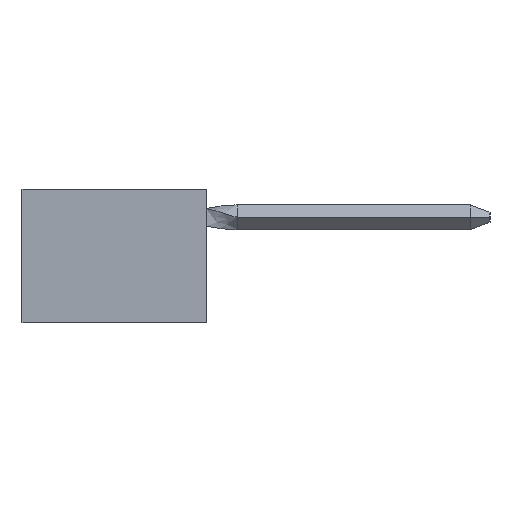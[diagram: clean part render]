
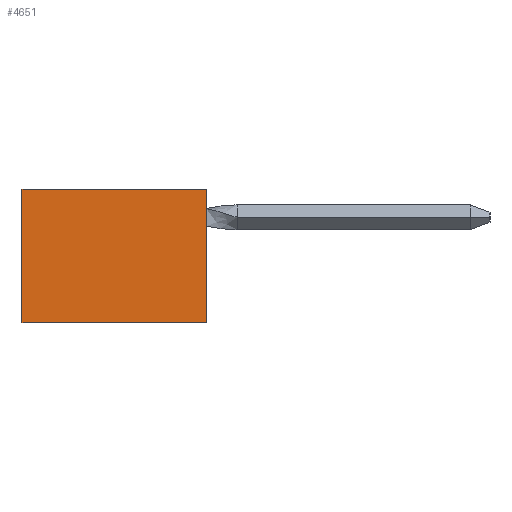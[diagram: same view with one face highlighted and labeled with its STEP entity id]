
A CAD part, left-side view. The second image highlights one B-rep face of the part: STEP entity #4651.
In plain terms, the highlighted planar face has unit normal (-1, 0, 0).
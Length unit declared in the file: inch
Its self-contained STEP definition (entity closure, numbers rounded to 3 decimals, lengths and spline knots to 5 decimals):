
#1247 = CARTESIAN_POINT ( 'NONE',  ( 0.298, 0., -0.343 ) ) ;
#1918 = DIRECTION ( 'NONE',  ( 0., 0., -1. ) ) ;
#2487 = CARTESIAN_POINT ( 'NONE',  ( 0.298, 0., 0. ) ) ;
#3026 = DIRECTION ( 'NONE',  ( 0., 0., -1. ) ) ;
#4651 = ADVANCED_FACE ( 'NONE', ( #14306 ), #30540, .F. ) ;
#5546 = VECTOR ( 'NONE', #3026, 39.37008 ) ;
#5615 = EDGE_CURVE ( 'NONE', #24709, #11800, #11191, .T. ) ;
#6213 = AXIS2_PLACEMENT_3D ( 'NONE', #16079, #18604, #1918 ) ;
#6467 = ORIENTED_EDGE ( 'NONE', *, *, #11741, .F. ) ;
#7407 = DIRECTION ( 'NONE',  ( 0., 0., 1. ) ) ;
#7783 = LINE ( 'NONE', #29423, #5546 ) ;
#9484 = EDGE_CURVE ( 'NONE', #11800, #30765, #22544, .T. ) ;
#10703 = VERTEX_POINT ( 'NONE', #29623 ) ;
#11191 = LINE ( 'NONE', #17094, #18749 ) ;
#11741 = EDGE_CURVE ( 'NONE', #24709, #10703, #25043, .T. ) ;
#11785 = CARTESIAN_POINT ( 'NONE',  ( 0.298, -0.027, 0. ) ) ;
#11800 = VERTEX_POINT ( 'NONE', #2487 ) ;
#14306 = FACE_OUTER_BOUND ( 'NONE', #18646, .T. ) ;
#16079 = CARTESIAN_POINT ( 'NONE',  ( 0.298, -0.027, 0. ) ) ;
#17094 = CARTESIAN_POINT ( 'NONE',  ( 0.298, 0., -0.343 ) ) ;
#17106 = CARTESIAN_POINT ( 'NONE',  ( 0.298, 0.473, 0. ) ) ;
#18604 = DIRECTION ( 'NONE',  ( 1., 0., 0. ) ) ;
#18646 = EDGE_LOOP ( 'NONE', ( #29689, #25535, #20056, #6467 ) ) ;
#18749 = VECTOR ( 'NONE', #7407, 39.37008 ) ;
#19392 = DIRECTION ( 'NONE',  ( 0., 1., 0. ) ) ;
#20056 = ORIENTED_EDGE ( 'NONE', *, *, #21284, .T. ) ;
#21284 = EDGE_CURVE ( 'NONE', #30765, #10703, #7783, .T. ) ;
#21708 = CARTESIAN_POINT ( 'NONE',  ( 0.298, 0.473, -0.343 ) ) ;
#22544 = LINE ( 'NONE', #11785, #23289 ) ;
#23289 = VECTOR ( 'NONE', #19392, 39.37008 ) ;
#23533 = VECTOR ( 'NONE', #30462, 39.37008 ) ;
#24709 = VERTEX_POINT ( 'NONE', #1247 ) ;
#25043 = LINE ( 'NONE', #21708, #23533 ) ;
#25535 = ORIENTED_EDGE ( 'NONE', *, *, #9484, .T. ) ;
#29423 = CARTESIAN_POINT ( 'NONE',  ( 0.298, 0.473, 0. ) ) ;
#29623 = CARTESIAN_POINT ( 'NONE',  ( 0.298, 0.473, -0.343 ) ) ;
#29689 = ORIENTED_EDGE ( 'NONE', *, *, #5615, .T. ) ;
#30462 = DIRECTION ( 'NONE',  ( 0., 1., 0. ) ) ;
#30540 = PLANE ( 'NONE',  #6213 ) ;
#30765 = VERTEX_POINT ( 'NONE', #17106 ) ;
